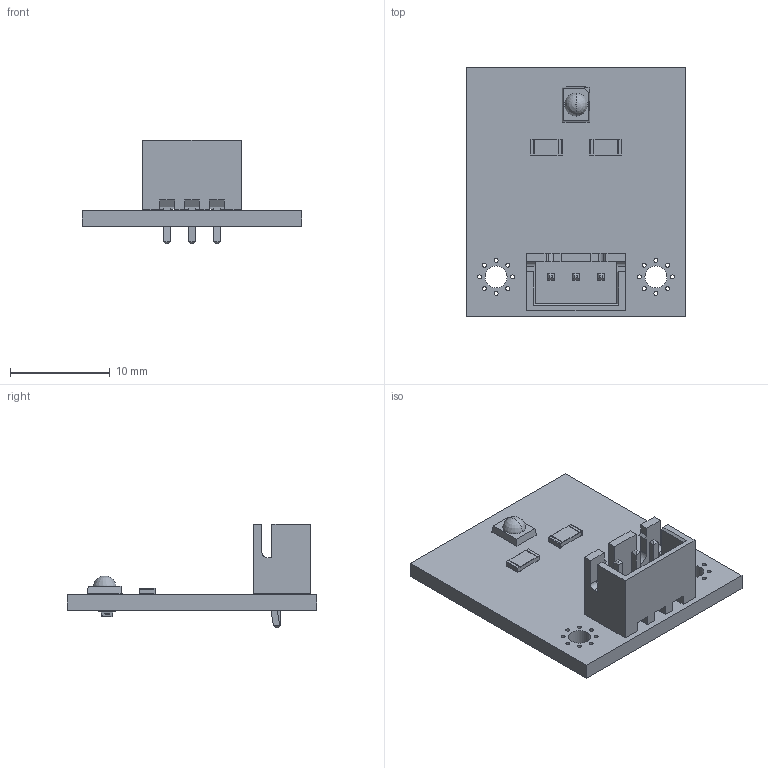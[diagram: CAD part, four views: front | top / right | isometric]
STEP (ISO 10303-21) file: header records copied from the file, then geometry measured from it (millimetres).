
FILE_DESCRIPTION(('KiCad electronic assembly'),'2;1');
FILE_NAME('pcb.step','2025-02-17T10:00:16',('Pcbnew'),('Kicad'), 'Open CASCADE STEP processor 7.8','KiCad to STEP converter','Unknown' );
FILE_SCHEMA(('AUTOMOTIVE_DESIGN { 1 0 10303 214 1 1 1 1 }'));
Length unit declared in the file: millimetre
Products named in the file (10): pcb 1; LED-SMD_L3.5-W2.8_JNJ-LTJH0111W60; R_1206_3216Metric; JST_XH_B3B-XH-A_1x03_P2.50mm_Vertical; JST_B3B_XH_A; SENSORS-SMD_L1.7-W0.8-H0.6; pcb_PCB
Assembly tree (10 placements, depth 3):
  pcb 1
    LED-SMD_L3.5-W2.8_JNJ-LTJH0111W60
      LED-SMD_L3.5-W2.8_JNJ-LTJH0111W60
    R_1206_3216Metric  x2
      R_1206_3216Metric
    JST_XH_B3B-XH-A_1x03_P2.50mm_Vertical
      JST_B3B_XH_A
    SENSORS-SMD_L1.7-W0.8-H0.6
      SENSORS-SMD_L1.7-W0.8-H0.6
    pcb_PCB
Bounding box: 22 x 25 x 10.4 mm (x, y, z)
Volume: 1081.6 mm3; surface area: 1897.3 mm2
Topology: 8 solids, 8 shells, 795 faces, 2132 edges, 1406 vertices
Faces by surface type: plane 522, bspline 210, cylinder 57, sphere 4, revolution 2
Full cylindrical faces by diameter (mm): 0.4 x16, 0.95 x3, 2.2 x2
Entity records: 30435 total; most frequent: CARTESIAN_POINT 7648, ORIENTED_EDGE 4128, DIRECTION 2870, EDGE_CURVE 2064, LINE 1532, VECTOR 1532, VERTEX_POINT 1362, FACE_BOUND 864
